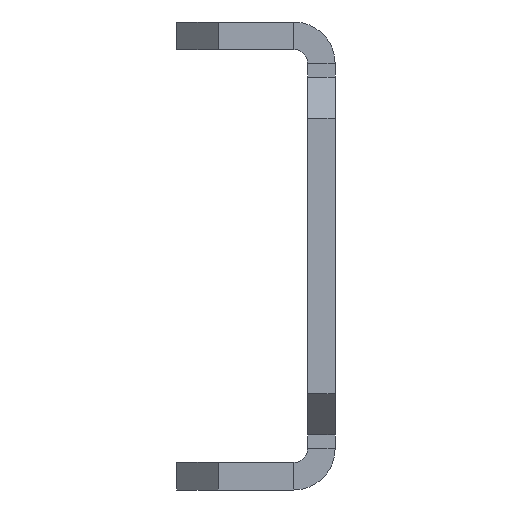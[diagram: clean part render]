
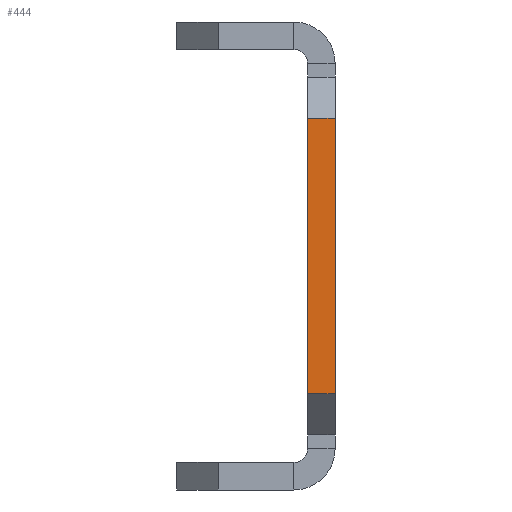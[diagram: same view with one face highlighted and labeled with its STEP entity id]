
A CAD part, front view. The second image highlights one B-rep face of the part: STEP entity #444.
In plain terms, the highlighted planar face has unit normal (0, -1, 0).
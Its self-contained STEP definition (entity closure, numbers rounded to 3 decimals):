
#392=CARTESIAN_POINT('Vertex',(0.,-344.,10.)) ;
#395=CARTESIAN_POINT('Line Origine',(1.,-344.,10.)) ;
#399=CARTESIAN_POINT('Vertex',(2.,-344.,10.)) ;
#414=CARTESIAN_POINT('Axis2P3D Location',(0.,-344.,15.)) ;
#419=CARTESIAN_POINT('Line Origine',(1.,-344.,-10.)) ;
#423=CARTESIAN_POINT('Vertex',(0.,-344.,-10.)) ;
#425=CARTESIAN_POINT('Vertex',(2.,-344.,-10.)) ;
#428=CARTESIAN_POINT('Line Origine',(2.,-344.,0.)) ;
#433=CARTESIAN_POINT('Line Origine',(0.,-344.,0.)) ;
#396=DIRECTION('Vector Direction',(1.,0.,0.)) ;
#415=DIRECTION('Axis2P3D Direction',(0.,-1.,0.)) ;
#416=DIRECTION('Axis2P3D XDirection',(0.,0.,-1.)) ;
#420=DIRECTION('Vector Direction',(1.,0.,0.)) ;
#429=DIRECTION('Vector Direction',(0.,0.,-1.)) ;
#434=DIRECTION('Vector Direction',(0.,0.,-1.)) ;
#417=AXIS2_PLACEMENT_3D('Plane Axis2P3D',#414,#415,#416) ;
#439=ORIENTED_EDGE('',*,*,#427,.T.) ;
#440=ORIENTED_EDGE('',*,*,#432,.F.) ;
#441=ORIENTED_EDGE('',*,*,#401,.F.) ;
#442=ORIENTED_EDGE('',*,*,#437,.T.) ;
#397=VECTOR('Line Direction',#396,1.) ;
#421=VECTOR('Line Direction',#420,1.) ;
#430=VECTOR('Line Direction',#429,1.) ;
#435=VECTOR('Line Direction',#434,1.) ;
#444=ADVANCED_FACE('PartBody',(#443),#418,.T.) ;
#401=EDGE_CURVE('',#393,#400,#398,.T.) ;
#427=EDGE_CURVE('',#424,#426,#422,.T.) ;
#432=EDGE_CURVE('',#400,#426,#431,.T.) ;
#437=EDGE_CURVE('',#393,#424,#436,.T.) ;
#438=EDGE_LOOP('',(#439,#440,#441,#442)) ;
#443=FACE_OUTER_BOUND('',#438,.T.) ;
#398=LINE('Line',#395,#397) ;
#422=LINE('Line',#419,#421) ;
#431=LINE('Line',#428,#430) ;
#436=LINE('Line',#433,#435) ;
#418=PLANE('',#417) ;
#393=VERTEX_POINT('',#392) ;
#400=VERTEX_POINT('',#399) ;
#424=VERTEX_POINT('',#423) ;
#426=VERTEX_POINT('',#425) ;
